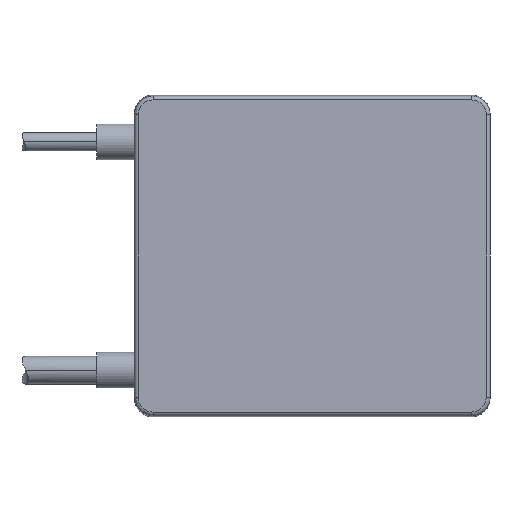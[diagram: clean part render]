
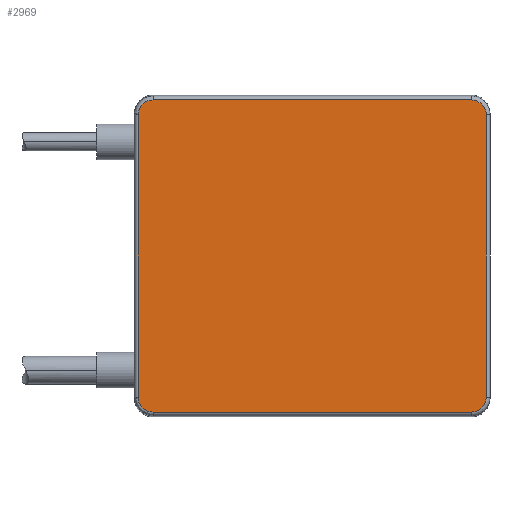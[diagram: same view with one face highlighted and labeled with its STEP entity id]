
A CAD part, front view. The second image highlights one B-rep face of the part: STEP entity #2969.
In plain terms, the highlighted planar face has unit normal (0, -1, 0).
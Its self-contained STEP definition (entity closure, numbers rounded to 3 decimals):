
#521=CARTESIAN_POINT('',(70.167,-7.85,-41.668));
#522=CARTESIAN_POINT('',(70.431,-7.85,-41.668));
#523=CARTESIAN_POINT('',(70.949,-7.85,-41.617));
#524=CARTESIAN_POINT('',(71.707,-7.85,-41.388));
#525=CARTESIAN_POINT('',(72.403,-7.85,-41.016));
#526=CARTESIAN_POINT('',(73.013,-7.85,-40.515));
#527=CARTESIAN_POINT('',(73.514,-7.85,-39.904));
#528=CARTESIAN_POINT('',(73.886,-7.85,-39.208));
#529=CARTESIAN_POINT('',(74.115,-7.85,-38.449));
#530=CARTESIAN_POINT('',(74.167,-7.85,-37.932));
#531=CARTESIAN_POINT('',(74.167,-7.85,-37.668));
#533=DIRECTION('',(1.,0.,0.));
#534=VECTOR('',#533,85.);
#535=CARTESIAN_POINT('',(-14.833,-7.85,-41.668));
#536=LINE('',#535,#534);
#537=CARTESIAN_POINT('',(-18.833,-7.85,-37.668));
#538=CARTESIAN_POINT('',(-18.833,-7.85,
-37.932));
#539=CARTESIAN_POINT('',(-18.782,-7.85,
-38.45));
#540=CARTESIAN_POINT('',(-18.553,-7.85,
-39.208));
#541=CARTESIAN_POINT('',(-18.181,-7.85,
-39.904));
#542=CARTESIAN_POINT('',(-17.68,-7.85,
-40.515));
#543=CARTESIAN_POINT('',(-17.069,-7.85,
-41.016));
#544=CARTESIAN_POINT('',(-16.373,-7.85,
-41.388));
#545=CARTESIAN_POINT('',(-15.615,-7.85,
-41.617));
#546=CARTESIAN_POINT('',(-15.098,-7.85,
-41.668));
#547=CARTESIAN_POINT('',(-14.833,-7.85,-41.668));
#549=CARTESIAN_POINT('',(-14.833,-7.85,41.668));
#550=CARTESIAN_POINT('',(-15.098,-7.85,41.668));
#551=CARTESIAN_POINT('',(-15.616,-7.85,41.617));
#552=CARTESIAN_POINT('',(-16.374,-7.85,41.388));
#553=CARTESIAN_POINT('',(-17.07,-7.85,41.016));
#554=CARTESIAN_POINT('',(-17.68,-7.85,40.515));
#555=CARTESIAN_POINT('',(-18.181,-7.85,39.904));
#556=CARTESIAN_POINT('',(-18.553,-7.85,39.208));
#557=CARTESIAN_POINT('',(-18.782,-7.85,38.449));
#558=CARTESIAN_POINT('',(-18.833,-7.85,37.932));
#559=CARTESIAN_POINT('',(-18.833,-7.85,37.668));
#561=DIRECTION('',(-1.,0.,0.));
#562=VECTOR('',#561,85.);
#563=CARTESIAN_POINT('',(70.167,-7.85,41.668));
#564=LINE('',#563,#562);
#565=CARTESIAN_POINT('',(74.167,-7.85,37.668));
#566=CARTESIAN_POINT('',(74.167,-7.85,37.932));
#567=CARTESIAN_POINT('',(74.115,-7.85,38.45));
#568=CARTESIAN_POINT('',(73.886,-7.85,39.208));
#569=CARTESIAN_POINT('',(73.514,-7.85,39.904));
#570=CARTESIAN_POINT('',(73.013,-7.85,40.515));
#571=CARTESIAN_POINT('',(72.402,-7.85,41.016));
#572=CARTESIAN_POINT('',(71.706,-7.85,41.388));
#573=CARTESIAN_POINT('',(70.948,-7.85,41.617));
#574=CARTESIAN_POINT('',(70.431,-7.85,41.668));
#575=CARTESIAN_POINT('',(70.167,-7.85,41.668));
#577=DIRECTION('',(0.,0.,1.));
#578=VECTOR('',#577,75.335);
#579=CARTESIAN_POINT('',(74.167,-7.85,-37.668));
#580=LINE('',#579,#578);
#771=DIRECTION('',(0.,0.,-1.));
#772=VECTOR('',#771,75.335);
#773=CARTESIAN_POINT('',(-18.833,-7.85,37.668));
#774=LINE('',#773,#772);
#2031=VERTEX_POINT('',#521);
#2032=VERTEX_POINT('',#531);
#2033=CARTESIAN_POINT('',(74.167,-7.85,37.668));
#2034=VERTEX_POINT('',#2033);
#2035=VERTEX_POINT('',#575);
#2036=CARTESIAN_POINT('',(-14.833,-7.85,41.668));
#2037=VERTEX_POINT('',#2036);
#2042=VERTEX_POINT('',#559);
#2043=VERTEX_POINT('',#537);
#2044=VERTEX_POINT('',#547);
#2949=CARTESIAN_POINT('',(27.667,-7.85,0.));
#2950=DIRECTION('',(0.,1.,0.));
#2951=DIRECTION('',(-1.,0.,0.));
#2952=AXIS2_PLACEMENT_3D('',#2949,#2950,#2951);
#2953=PLANE('',#2952);
#2955=ORIENTED_EDGE('',*,*,#2954,.F.);
#2956=ORIENTED_EDGE('',*,*,#2933,.F.);
#2957=ORIENTED_EDGE('',*,*,#2438,.F.);
#2959=ORIENTED_EDGE('',*,*,#2958,.F.);
#2960=ORIENTED_EDGE('',*,*,#2343,.F.);
#2962=ORIENTED_EDGE('',*,*,#2961,.F.);
#2964=ORIENTED_EDGE('',*,*,#2963,.F.);
#2966=ORIENTED_EDGE('',*,*,#2965,.F.);
#2967=EDGE_LOOP('',(#2955,#2956,#2957,#2959,#2960,#2962,#2964,#2966));
#2968=FACE_OUTER_BOUND('',#2967,.F.);
#2969=ADVANCED_FACE('',(#2968),#2953,.F.);
#532=B_SPLINE_CURVE_WITH_KNOTS('',3,(#521,#522,#523,#524,#525,#526,#527,#528,
#529,#530,#531),.UNSPECIFIED.,.F.,.F.,(4,1,1,1,1,1,1,1,4),(0.,0.125,0.25,
0.375,0.5,0.625,0.75,0.875,1.),.UNSPECIFIED.);
#548=B_SPLINE_CURVE_WITH_KNOTS('',3,(#537,#538,#539,#540,#541,#542,#543,#544,
#545,#546,#547),.UNSPECIFIED.,.F.,.F.,(4,1,1,1,1,1,1,1,4),(0.,0.125,0.25,
0.375,0.5,0.625,0.75,0.875,1.),.UNSPECIFIED.);
#560=B_SPLINE_CURVE_WITH_KNOTS('',3,(#549,#550,#551,#552,#553,#554,#555,#556,
#557,#558,#559),.UNSPECIFIED.,.F.,.F.,(4,1,1,1,1,1,1,1,4),(0.,0.125,0.25,
0.375,0.5,0.625,0.75,0.875,1.),.UNSPECIFIED.);
#576=B_SPLINE_CURVE_WITH_KNOTS('',3,(#565,#566,#567,#568,#569,#570,#571,#572,
#573,#574,#575),.UNSPECIFIED.,.F.,.F.,(4,1,1,1,1,1,1,1,4),(0.,0.125,0.25,
0.375,0.5,0.625,0.75,0.875,1.),.UNSPECIFIED.);
#2343=EDGE_CURVE('',#2037,#2042,#560,.T.);
#2438=EDGE_CURVE('',#2043,#2044,#548,.T.);
#2933=EDGE_CURVE('',#2044,#2031,#536,.T.);
#2954=EDGE_CURVE('',#2031,#2032,#532,.T.);
#2958=EDGE_CURVE('',#2042,#2043,#774,.T.);
#2961=EDGE_CURVE('',#2035,#2037,#564,.T.);
#2963=EDGE_CURVE('',#2034,#2035,#576,.T.);
#2965=EDGE_CURVE('',#2032,#2034,#580,.T.);
